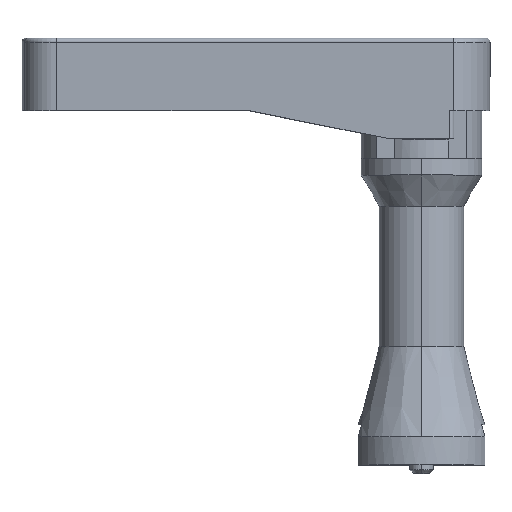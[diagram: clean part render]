
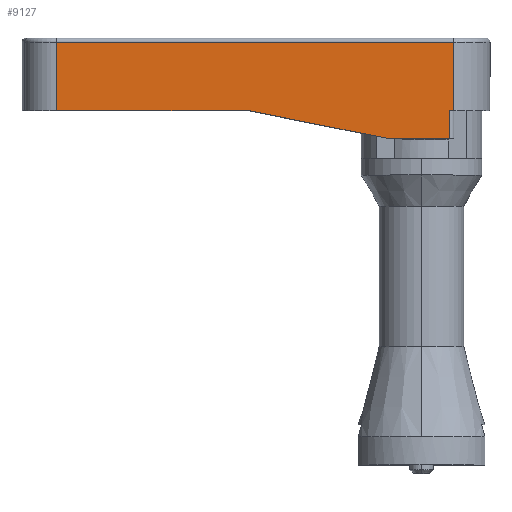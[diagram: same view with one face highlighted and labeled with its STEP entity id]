
A CAD part, top view. The second image highlights one B-rep face of the part: STEP entity #9127.
In plain terms, the highlighted planar face has unit normal (0, 0, 1).
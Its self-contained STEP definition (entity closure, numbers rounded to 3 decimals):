
#1028 = EDGE_CURVE ( 'NONE', #18948, #23960, #8399, .T. ) ;
#1039 = EDGE_CURVE ( 'NONE', #18945, #18917, #8432, .T. ) ;
#1045 = EDGE_CURVE ( 'NONE', #18917, #23767, #8446, .T. ) ;
#1047 = EDGE_CURVE ( 'NONE', #23919, #18914, #8450, .T. ) ;
#1048 = EDGE_CURVE ( 'NONE', #18945, #18914, #8460, .T. ) ;
#5023 = CARTESIAN_POINT ( 'NONE',  ( -21.5, 44., 7.5 ) ) ;
#5035 = CARTESIAN_POINT ( 'NONE',  ( -45.32, 52.5, 7.5 ) ) ;
#5039 = DIRECTION ( 'NONE',  ( 0.981, -0.196, 0. ) ) ;
#5043 = DIRECTION ( 'NONE',  ( -1., 0., 0. ) ) ;
#5044 = CARTESIAN_POINT ( 'NONE',  ( -45.32, 40.5, 7.5 ) ) ;
#5045 = DIRECTION ( 'NONE',  ( 0., 1., 0. ) ) ;
#5749 = CARTESIAN_POINT ( 'NONE',  ( -45.32, 52.5, 7.5 ) ) ;
#5752 = CARTESIAN_POINT ( 'NONE',  ( -21.5, 44., 7.5 ) ) ;
#5780 = CARTESIAN_POINT ( 'NONE',  ( -45.32, 44., 7.5 ) ) ;
#5783 = CARTESIAN_POINT ( 'NONE',  ( 3.5, 44., 7.5 ) ) ;
#6566 = FACE_OUTER_BOUND ( 'NONE', #7634, .T. ) ;
#6902 = PLANE ( 'NONE',  #24222 ) ;
#6921 = CARTESIAN_POINT ( 'NONE',  ( 4., 40.5, 7.5 ) ) ;
#6922 = DIRECTION ( 'NONE',  ( 0., 0., 1. ) ) ;
#6923 = DIRECTION ( 'NONE',  ( 1., 0., 0. ) ) ;
#7634 = EDGE_LOOP ( 'NONE', ( #18452, #18453, #18454, #18455, #18456, #18457, #18458, #18459 ) ) ;
#8399 = LINE ( 'NONE', #16460, #8405 ) ;
#8405 = VECTOR ( 'NONE', #16451, 1000. ) ;
#8432 = LINE ( 'NONE', #20185, #8438 ) ;
#8438 = VECTOR ( 'NONE', #25179, 1000. ) ;
#8446 = LINE ( 'NONE', #5023, #8455 ) ;
#8450 = LINE ( 'NONE', #5035, #8462 ) ;
#8455 = VECTOR ( 'NONE', #5039, 1000. ) ;
#8460 = LINE ( 'NONE', #5044, #8465 ) ;
#8462 = VECTOR ( 'NONE', #5043, 1000. ) ;
#8465 = VECTOR ( 'NONE', #5045, 1000. ) ;
#9127 = ADVANCED_FACE ( 'NONE', ( #6566 ), #6902, .T. ) ;
#11342 = CARTESIAN_POINT ( 'NONE',  ( 4., 44., 7.5 ) ) ;
#11944 = DIRECTION ( 'NONE',  ( 0., 1., 0. ) ) ;
#11953 = CARTESIAN_POINT ( 'NONE',  ( 3.5, 40.5, 7.5 ) ) ;
#12113 = CARTESIAN_POINT ( 'NONE',  ( 4., 40.5, 7.5 ) ) ;
#12120 = DIRECTION ( 'NONE',  ( 0., 1., 0. ) ) ;
#12200 = CARTESIAN_POINT ( 'NONE',  ( 4., 40.5, 7.5 ) ) ;
#12201 = DIRECTION ( 'NONE',  ( 1., 0., 0. ) ) ;
#12523 = LINE ( 'NONE', #11953, #12539 ) ;
#12539 = VECTOR ( 'NONE', #11944, 1000. ) ;
#12624 = LINE ( 'NONE', #12113, #12626 ) ;
#12626 = VECTOR ( 'NONE', #12120, 1000. ) ;
#12677 = LINE ( 'NONE', #12200, #12679 ) ;
#12679 = VECTOR ( 'NONE', #12201, 1000. ) ;
#16451 = DIRECTION ( 'NONE',  ( 1., 0., 0. ) ) ;
#16460 = CARTESIAN_POINT ( 'NONE',  ( 4., 44., 7.5 ) ) ;
#18452 = ORIENTED_EDGE ( 'NONE', *, *, #24823, .T. ) ;
#18453 = ORIENTED_EDGE ( 'NONE', *, *, #1047, .T. ) ;
#18454 = ORIENTED_EDGE ( 'NONE', *, *, #1048, .F. ) ;
#18455 = ORIENTED_EDGE ( 'NONE', *, *, #1039, .T. ) ;
#18456 = ORIENTED_EDGE ( 'NONE', *, *, #1045, .T. ) ;
#18457 = ORIENTED_EDGE ( 'NONE', *, *, #24856, .T. ) ;
#18458 = ORIENTED_EDGE ( 'NONE', *, *, #24762, .T. ) ;
#18459 = ORIENTED_EDGE ( 'NONE', *, *, #1028, .T. ) ;
#18914 = VERTEX_POINT ( 'NONE', #5749 ) ;
#18917 = VERTEX_POINT ( 'NONE', #5752 ) ;
#18945 = VERTEX_POINT ( 'NONE', #5780 ) ;
#18948 = VERTEX_POINT ( 'NONE', #5783 ) ;
#20185 = CARTESIAN_POINT ( 'NONE',  ( -49.6, 44., 7.5 ) ) ;
#22859 = CARTESIAN_POINT ( 'NONE',  ( -4., 40.5, 7.5 ) ) ;
#22860 = CARTESIAN_POINT ( 'NONE',  ( 3.5, 40.5, 7.5 ) ) ;
#22940 = CARTESIAN_POINT ( 'NONE',  ( 4., 52.5, 7.5 ) ) ;
#23767 = VERTEX_POINT ( 'NONE', #22859 ) ;
#23769 = VERTEX_POINT ( 'NONE', #22860 ) ;
#23919 = VERTEX_POINT ( 'NONE', #22940 ) ;
#23960 = VERTEX_POINT ( 'NONE', #11342 ) ;
#24222 = AXIS2_PLACEMENT_3D ( 'NONE', #6921, #6922, #6923 ) ;
#24762 = EDGE_CURVE ( 'NONE', #23769, #18948, #12523, .T. ) ;
#24823 = EDGE_CURVE ( 'NONE', #23960, #23919, #12624, .T. ) ;
#24856 = EDGE_CURVE ( 'NONE', #23767, #23769, #12677, .T. ) ;
#25179 = DIRECTION ( 'NONE',  ( 1., 0., 0. ) ) ;
